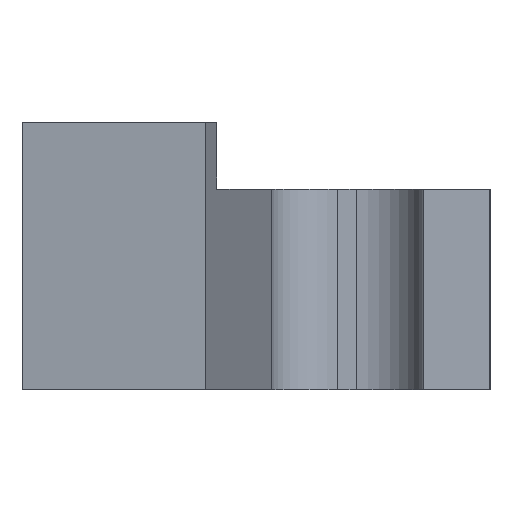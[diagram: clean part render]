
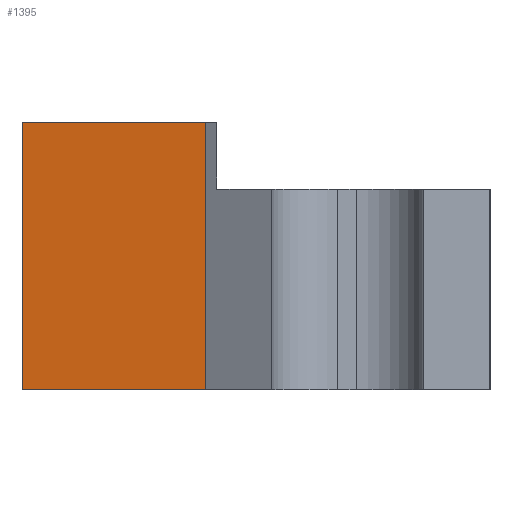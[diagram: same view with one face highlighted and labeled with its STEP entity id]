
A CAD part, left-side view. The second image highlights one B-rep face of the part: STEP entity #1395.
In plain terms, the highlighted planar face has unit normal (-0.99, 0.139, 0).
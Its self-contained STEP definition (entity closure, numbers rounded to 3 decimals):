
#761=CARTESIAN_POINT('Line Origine',(-73.541,17.034,2.)) ;
#765=CARTESIAN_POINT('Vertex',(-73.541,17.034,-6.)) ;
#767=CARTESIAN_POINT('Vertex',(-73.541,17.034,10.)) ;
#1365=CARTESIAN_POINT('Axis2P3D Location',(-73.541,17.034,-6.)) ;
#1370=CARTESIAN_POINT('Line Origine',(-72.,28.,2.)) ;
#1374=CARTESIAN_POINT('Vertex',(-72.,28.,-6.)) ;
#1376=CARTESIAN_POINT('Vertex',(-72.,28.,10.)) ;
#1379=CARTESIAN_POINT('Line Origine',(-72.771,22.517,-6.)) ;
#1384=CARTESIAN_POINT('Line Origine',(-72.771,22.517,10.)) ;
#762=DIRECTION('Vector Direction',(0.,0.,1.)) ;
#1366=DIRECTION('Axis2P3D Direction',(0.99,-0.139,0.)) ;
#1367=DIRECTION('Axis2P3D XDirection',(0.139,0.99,0.)) ;
#1371=DIRECTION('Vector Direction',(0.,0.,1.)) ;
#1380=DIRECTION('Vector Direction',(0.139,0.99,0.)) ;
#1385=DIRECTION('Vector Direction',(-0.139,-0.99,0.)) ;
#1368=AXIS2_PLACEMENT_3D('Plane Axis2P3D',#1365,#1366,#1367) ;
#1390=ORIENTED_EDGE('',*,*,#1378,.F.) ;
#1391=ORIENTED_EDGE('',*,*,#1383,.F.) ;
#1392=ORIENTED_EDGE('',*,*,#769,.T.) ;
#1393=ORIENTED_EDGE('',*,*,#1388,.F.) ;
#763=VECTOR('Line Direction',#762,1.) ;
#1372=VECTOR('Line Direction',#1371,1.) ;
#1381=VECTOR('Line Direction',#1380,1.) ;
#1386=VECTOR('Line Direction',#1385,1.) ;
#1395=ADVANCED_FACE('Corps principal',(#1394),#1369,.F.) ;
#769=EDGE_CURVE('',#766,#768,#764,.T.) ;
#1378=EDGE_CURVE('',#1375,#1377,#1373,.T.) ;
#1383=EDGE_CURVE('',#766,#1375,#1382,.T.) ;
#1388=EDGE_CURVE('',#1377,#768,#1387,.T.) ;
#1389=EDGE_LOOP('',(#1390,#1391,#1392,#1393)) ;
#1394=FACE_OUTER_BOUND('',#1389,.T.) ;
#764=LINE('Line',#761,#763) ;
#1373=LINE('Line',#1370,#1372) ;
#1382=LINE('Line',#1379,#1381) ;
#1387=LINE('Line',#1384,#1386) ;
#1369=PLANE('Plane',#1368) ;
#766=VERTEX_POINT('',#765) ;
#768=VERTEX_POINT('',#767) ;
#1375=VERTEX_POINT('',#1374) ;
#1377=VERTEX_POINT('',#1376) ;
